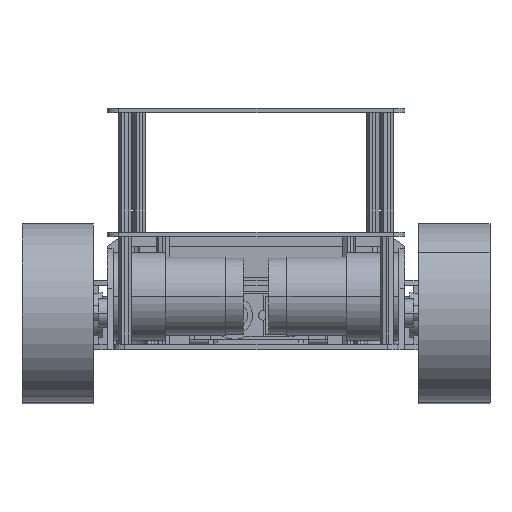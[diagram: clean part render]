
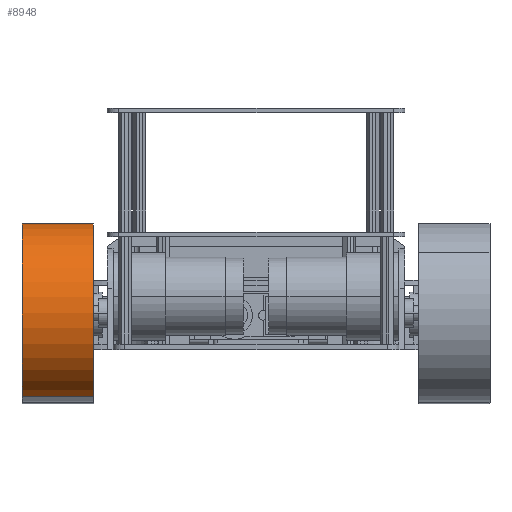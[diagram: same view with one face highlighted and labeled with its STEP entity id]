
A CAD part, front view. The second image highlights one B-rep face of the part: STEP entity #8948.
In plain terms, the highlighted cylindrical face has radius 37.5 mm (diameter 75 mm), a partial arc.
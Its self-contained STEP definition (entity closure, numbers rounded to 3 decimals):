
#1383 = CARTESIAN_POINT ( 'NONE',  ( 0., 30., 0. ) ) ;
#1501 = CIRCLE ( 'NONE', #18458, 37.5 ) ;
#2607 = CARTESIAN_POINT ( 'NONE',  ( 0., 30., -37.5 ) ) ;
#4291 = DIRECTION ( 'NONE',  ( 0., 1., 0. ) ) ;
#8121 = EDGE_CURVE ( 'NONE', #21970, #17620, #15955, .T. ) ;
#8896 = VERTEX_POINT ( 'NONE', #23757 ) ;
#8948 = ADVANCED_FACE ( 'NONE', ( #11283 ), #16253, .T. ) ;
#10146 = DIRECTION ( 'NONE',  ( 0., -1., 0. ) ) ;
#10551 = CARTESIAN_POINT ( 'NONE',  ( 0., 30., 0. ) ) ;
#10747 = VERTEX_POINT ( 'NONE', #27462 ) ;
#11058 = DIRECTION ( 'NONE',  ( 0., 1., 0. ) ) ;
#11283 = FACE_OUTER_BOUND ( 'NONE', #30145, .T. ) ;
#11854 = VECTOR ( 'NONE', #20212, 1000. ) ;
#11861 = ORIENTED_EDGE ( 'NONE', *, *, #31232, .T. ) ;
#12203 = LINE ( 'NONE', #23262, #11854 ) ;
#12349 = CIRCLE ( 'NONE', #31426, 37.5 ) ;
#13188 = ORIENTED_EDGE ( 'NONE', *, *, #32747, .F. ) ;
#13546 = EDGE_CURVE ( 'NONE', #10747, #8896, #12203, .T. ) ;
#14008 = DIRECTION ( 'NONE',  ( 0., -1., 0. ) ) ;
#15380 = DIRECTION ( 'NONE',  ( 0., 0., 1. ) ) ;
#15955 = LINE ( 'NONE', #31677, #29373 ) ;
#16253 = CYLINDRICAL_SURFACE ( 'NONE', #32522, 37.5 ) ;
#17424 = CARTESIAN_POINT ( 'NONE',  ( 0., 0., 0. ) ) ;
#17620 = VERTEX_POINT ( 'NONE', #19394 ) ;
#18458 = AXIS2_PLACEMENT_3D ( 'NONE', #10551, #11058, #29000 ) ;
#19394 = CARTESIAN_POINT ( 'NONE',  ( 0., 0., -37.5 ) ) ;
#20212 = DIRECTION ( 'NONE',  ( 0., -1., 0. ) ) ;
#21681 = DIRECTION ( 'NONE',  ( 0., 0., -1. ) ) ;
#21970 = VERTEX_POINT ( 'NONE', #2607 ) ;
#23262 = CARTESIAN_POINT ( 'NONE',  ( 0., 30., 37.5 ) ) ;
#23757 = CARTESIAN_POINT ( 'NONE',  ( 0., 0., 37.5 ) ) ;
#24974 = ORIENTED_EDGE ( 'NONE', *, *, #8121, .F. ) ;
#27462 = CARTESIAN_POINT ( 'NONE',  ( 0., 30., 37.5 ) ) ;
#29000 = DIRECTION ( 'NONE',  ( 0., 0., 1. ) ) ;
#29373 = VECTOR ( 'NONE', #10146, 1000. ) ;
#30145 = EDGE_LOOP ( 'NONE', ( #13188, #33720, #11861, #24974 ) ) ;
#31232 = EDGE_CURVE ( 'NONE', #8896, #17620, #12349, .T. ) ;
#31426 = AXIS2_PLACEMENT_3D ( 'NONE', #17424, #4291, #15380 ) ;
#31677 = CARTESIAN_POINT ( 'NONE',  ( 0., 30., -37.5 ) ) ;
#32522 = AXIS2_PLACEMENT_3D ( 'NONE', #1383, #14008, #21681 ) ;
#32747 = EDGE_CURVE ( 'NONE', #10747, #21970, #1501, .T. ) ;
#33720 = ORIENTED_EDGE ( 'NONE', *, *, #13546, .T. ) ;
